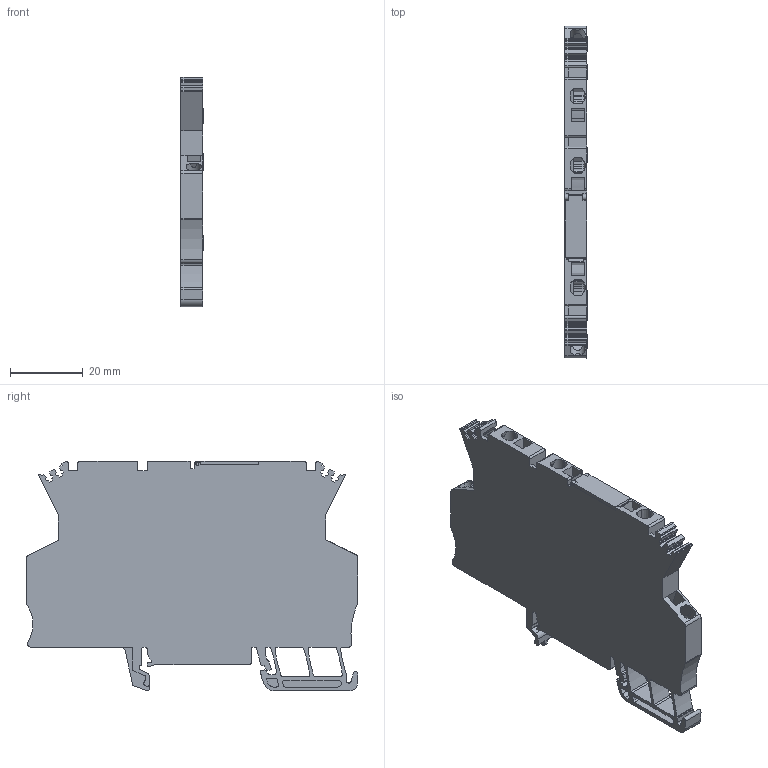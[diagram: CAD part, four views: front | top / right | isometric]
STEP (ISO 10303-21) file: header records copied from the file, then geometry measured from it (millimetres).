
FILE_DESCRIPTION(('CATIA V5R24 STEP','CAx-IF Rec.Pracs.--- Model Styling and Organization---1.2---2011-12-15'),'2;1');
FILE_NAME ('9523893_3', '2018-01-26T06:17:31+00:00', ('Weidmueller Interface'), ('Weidmueller'), 'CATIA Version 5-6 Release 2014 SP4', 'CATIA V5 STEP AP214', 'none');
FILE_SCHEMA(('AUTOMOTIVE_DESIGN { 1 0 10303 214 1 1 1 1 }'));
Length unit declared in the file: millimetre
Products named in the file (1): S3D_MCZ_R_O_XXX_05_NOT
Bounding box: 6.1 x 91 x 62.9 mm (x, y, z)
Volume: 15949.9 mm3; surface area: 19095.6 mm2
Topology: 11 solids, 11 shells, 707 faces, 2055 edges, 1396 vertices
Faces by surface type: plane 440, cylinder 251, extrusion 16
Entity records: 24170 total; most frequent: CARTESIAN_POINT 5306, ORIENTED_EDGE 4110, DIRECTION 3116, EDGE_CURVE 2055, VECTOR 1455, LINE 1439, VERTEX_POINT 1396, AXIS2_PLACEMENT_3D 1070
